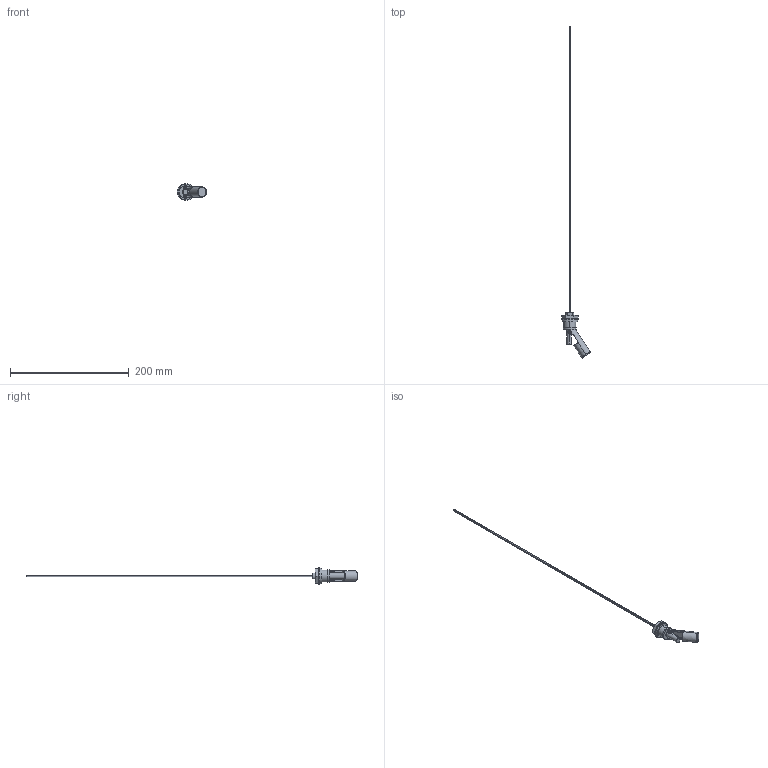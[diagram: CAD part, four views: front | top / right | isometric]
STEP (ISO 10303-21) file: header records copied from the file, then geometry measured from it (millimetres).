
FILE_DESCRIPTION (( 'STEP AP214' ), '1' );
FILE_NAME ('P520AH-100.STEP', '2020-02-03T12:15:25', ( '' ), ( '' ), 'SwSTEP 2.0', 'SolidWorks 2019', '' );
FILE_SCHEMA (( 'AUTOMOTIVE_DESIGN' ));
Length unit declared in the file: millimetre
Products named in the file (1): P520AH-100
Bounding box: 49.2 x 559.16 x 28.5 mm (x, y, z)
Surface area: 13084.4 mm2 (no closed solid volume)
Topology: 0 solids, 16 shells, 116 faces, 677 edges, 561 vertices
Faces by surface type: cylinder 53, plane 42, cone 10, torus 6, bspline 3, sphere 2
Entity records: 9762 total; most frequent: CARTESIAN_POINT 3482, DIRECTION 1014, ORIENTED_EDGE 895, EDGE_CURVE 677, VERTEX_POINT 561, AXIS2_PLACEMENT_3D 372, LINE 270, VECTOR 270
